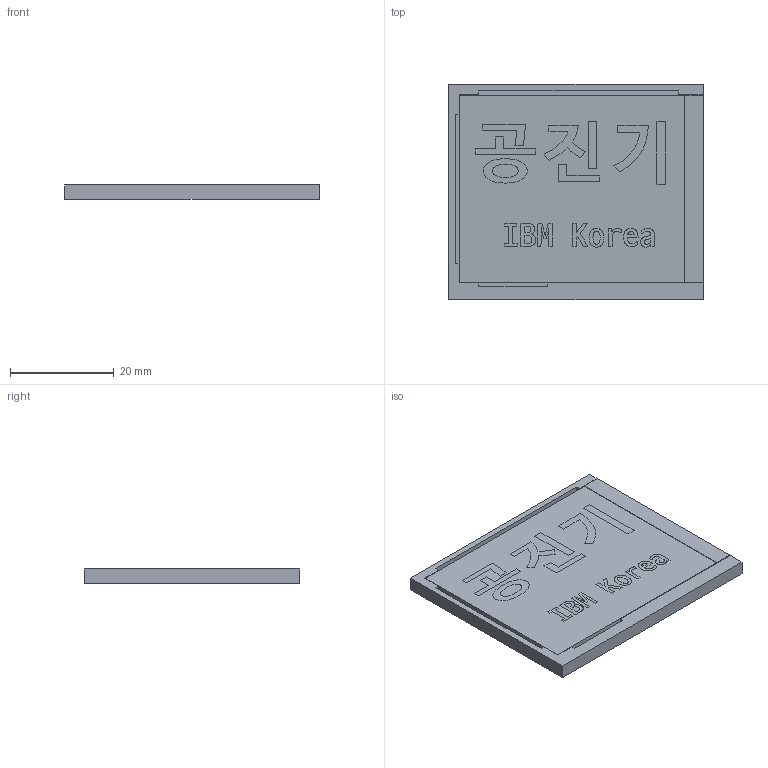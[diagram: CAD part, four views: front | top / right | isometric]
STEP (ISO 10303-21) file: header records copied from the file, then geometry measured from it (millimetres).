
FILE_DESCRIPTION(('FreeCAD Model'),'2;1');
FILE_NAME('open-smart 2.4 tft_with_name.step','2018-11-03T17:23:52',('Author'),( ''),'Open CASCADE STEP processor 7.2','FreeCAD','Unknown');
FILE_SCHEMA(('AUTOMOTIVE_DESIGN { 1 0 10303 214 1 1 1 1 }'));
Length unit declared in the file: millimetre
Products named in the file (4): Company; Name; whiteframe; panel
Bounding box: 49 x 41.5 x 2.8 mm (x, y, z)
Volume: 5364.4 mm3; surface area: 8398.9 mm2
Topology: 2 solids, 18 shells, 46 faces, 352 edges, 326 vertices
Faces by surface type: plane 46
Entity records: 6405 total; most frequent: CARTESIAN_POINT 1819, DIRECTION 544, LINE 450, VECTOR 450, ORIENTED_EDGE 430, PCURVE 430, DEFINITIONAL_REPRESENTATION 430, EDGE_CURVE 352
